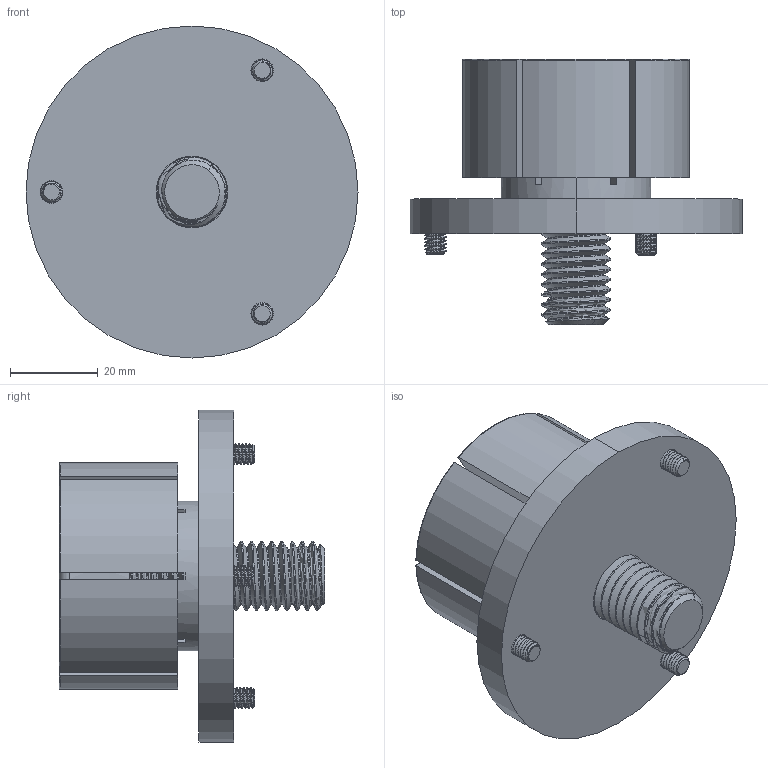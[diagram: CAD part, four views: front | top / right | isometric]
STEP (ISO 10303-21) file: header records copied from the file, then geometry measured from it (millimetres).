
FILE_DESCRIPTION (( 'STEP AP214' ), '1' );
FILE_NAME ('31350DD for Step as Part.STEP', '2022-03-11T20:10:26', ( '' ), ( '' ), 'SwSTEP 2.0', 'SolidWorks 2021', '' );
FILE_SCHEMA (( 'AUTOMOTIVE_DESIGN' ));
Length unit declared in the file: inch
Products named in the file (1): 31350DD for Step as Part
Bounding box: 75.46 x 60.33 x 75.46 mm (x, y, z)
Volume: 92076.6 mm3; surface area: 31507.1 mm2
Topology: 5 solids, 5 shells, 414 faces, 1111 edges, 712 vertices
Faces by surface type: cylinder 243, cone 72, plane 69, torus 22, bspline 8
Entity records: 25385 total; most frequent: CARTESIAN_POINT 10883, ORIENTED_EDGE 2222, DIRECTION 1608, EDGE_CURVE 1111, VERTEX_POINT 712, AXIS2_PLACEMENT_3D 610, EDGE_LOOP 427, LENGTH_MEASURE_WITH_UNIT 421
